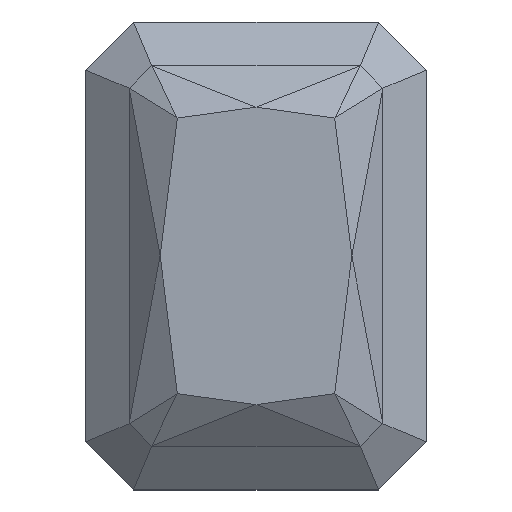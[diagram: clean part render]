
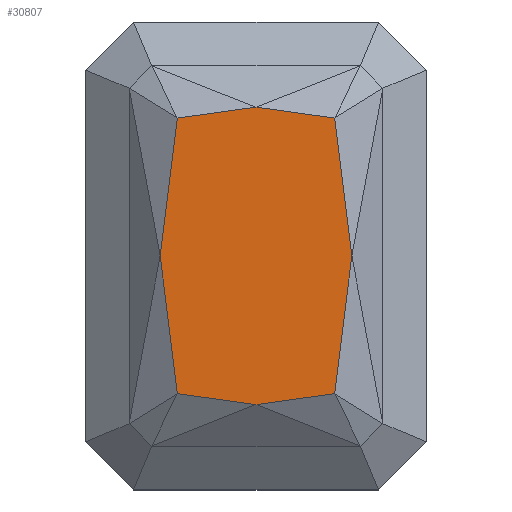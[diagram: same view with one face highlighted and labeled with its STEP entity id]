
A CAD part, top view. The second image highlights one B-rep face of the part: STEP entity #30807.
In plain terms, the highlighted free-form (B-spline) face has degree [1, 1] with [2, 2] control points.
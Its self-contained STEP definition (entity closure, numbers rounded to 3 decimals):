
#30392 = VERTEX_POINT('',#30393);
#30393 = CARTESIAN_POINT('',(0.,-8.968,
    4.115));
#30411 = EDGE_CURVE('',#30392,#30412,#30414,.T.);
#30412 = VERTEX_POINT('',#30413);
#30413 = CARTESIAN_POINT('',(-4.748,-8.309,
    4.115));
#30414 = B_SPLINE_CURVE_WITH_KNOTS('',1,(#30415,#30416),.UNSPECIFIED.,
  .F.,.F.,(2,2),(0.,3.635),.PIECEWISE_BEZIER_KNOTS.);
#30415 = CARTESIAN_POINT('',(0.,-8.968,
    4.115));
#30416 = CARTESIAN_POINT('',(-4.748,-8.309,
    4.115));
#30433 = VERTEX_POINT('',#30434);
#30434 = CARTESIAN_POINT('',(4.748,-8.309,4.115
    ));
#30439 = EDGE_CURVE('',#30433,#30392,#30440,.T.);
#30440 = B_SPLINE_CURVE_WITH_KNOTS('',1,(#30441,#30442),.UNSPECIFIED.,
  .F.,.F.,(2,2),(0.,3.635),.PIECEWISE_BEZIER_KNOTS.);
#30441 = CARTESIAN_POINT('',(4.748,-8.309,4.115
    ));
#30442 = CARTESIAN_POINT('',(0.,-8.968,
    4.115));
#30496 = VERTEX_POINT('',#30497);
#30497 = CARTESIAN_POINT('',(5.782,0.,
    4.115));
#30502 = EDGE_CURVE('',#30496,#30433,#30503,.T.);
#30503 = B_SPLINE_CURVE_WITH_KNOTS('',1,(#30504,#30505),.UNSPECIFIED.,
  .F.,.F.,(2,2),(0.,6.349),
  .PIECEWISE_BEZIER_KNOTS.);
#30504 = CARTESIAN_POINT('',(5.782,0.,
    4.115));
#30505 = CARTESIAN_POINT('',(4.748,-8.309,4.115
    ));
#30538 = VERTEX_POINT('',#30539);
#30539 = CARTESIAN_POINT('',(4.748,8.309,4.115)
  );
#30544 = EDGE_CURVE('',#30496,#30538,#30545,.T.);
#30545 = B_SPLINE_CURVE_WITH_KNOTS('',1,(#30546,#30547),.UNSPECIFIED.,
  .F.,.F.,(2,2),(0.,6.349),
  .PIECEWISE_BEZIER_KNOTS.);
#30546 = CARTESIAN_POINT('',(5.782,0.,
    4.115));
#30547 = CARTESIAN_POINT('',(4.748,8.309,4.115)
  );
#30580 = VERTEX_POINT('',#30581);
#30581 = CARTESIAN_POINT('',(0.,8.968,
    4.115));
#30586 = EDGE_CURVE('',#30580,#30538,#30587,.T.);
#30587 = B_SPLINE_CURVE_WITH_KNOTS('',1,(#30588,#30589),.UNSPECIFIED.,
  .F.,.F.,(2,2),(0.,3.635),
  .PIECEWISE_BEZIER_KNOTS.);
#30588 = CARTESIAN_POINT('',(0.,8.968,
    4.115));
#30589 = CARTESIAN_POINT('',(4.748,8.309,4.115)
  );
#30740 = VERTEX_POINT('',#30741);
#30741 = CARTESIAN_POINT('',(-4.748,8.309,4.115
    ));
#30761 = VERTEX_POINT('',#30762);
#30762 = CARTESIAN_POINT('',(-5.782,0.,4.115));
#30782 = EDGE_CURVE('',#30412,#30761,#30783,.T.);
#30783 = B_SPLINE_CURVE_WITH_KNOTS('',1,(#30784,#30785),.UNSPECIFIED.,
  .F.,.F.,(2,2),(0.,6.349),.PIECEWISE_BEZIER_KNOTS.);
#30784 = CARTESIAN_POINT('',(-4.748,-8.309,
    4.115));
#30785 = CARTESIAN_POINT('',(-5.782,0.,
    4.115));
#30798 = EDGE_CURVE('',#30580,#30740,#30799,.T.);
#30799 = B_SPLINE_CURVE_WITH_KNOTS('',1,(#30800,#30801),.UNSPECIFIED.,
  .F.,.F.,(2,2),(0.,3.635),
  .PIECEWISE_BEZIER_KNOTS.);
#30800 = CARTESIAN_POINT('',(0.,8.968,
    4.115));
#30801 = CARTESIAN_POINT('',(-4.748,8.309,4.115
    ));
#30807 = ADVANCED_FACE('',(#30808),#30822,.F.);
#30808 = FACE_BOUND('',#30809,.T.);
#30809 = EDGE_LOOP('',(#30810,#30811,#30812,#30817,#30818,#30819,#30820,
    #30821));
#30810 = ORIENTED_EDGE('',*,*,#30586,.F.);
#30811 = ORIENTED_EDGE('',*,*,#30798,.T.);
#30812 = ORIENTED_EDGE('',*,*,#30813,.F.);
#30813 = EDGE_CURVE('',#30761,#30740,#30814,.T.);
#30814 = B_SPLINE_CURVE_WITH_KNOTS('',1,(#30815,#30816),.UNSPECIFIED.,
  .F.,.F.,(2,2),(0.,6.349),
  .PIECEWISE_BEZIER_KNOTS.);
#30815 = CARTESIAN_POINT('',(-5.782,0.,
    4.115));
#30816 = CARTESIAN_POINT('',(-4.748,8.309,4.115
    ));
#30817 = ORIENTED_EDGE('',*,*,#30782,.F.);
#30818 = ORIENTED_EDGE('',*,*,#30411,.F.);
#30819 = ORIENTED_EDGE('',*,*,#30439,.F.);
#30820 = ORIENTED_EDGE('',*,*,#30502,.F.);
#30821 = ORIENTED_EDGE('',*,*,#30544,.T.);
#30822 = B_SPLINE_SURFACE_WITH_KNOTS('',1,1,(
    (#30823,#30824)
    ,(#30825,#30826
    )),.UNSPECIFIED.,.F.,.F.,.F.,(2,2),(2,2),(-4.384,
    4.384),(-6.8,6.8),.PIECEWISE_BEZIER_KNOTS.);
#30823 = CARTESIAN_POINT('',(5.782,-8.968,
    4.115));
#30824 = CARTESIAN_POINT('',(5.782,8.968,
    4.115));
#30825 = CARTESIAN_POINT('',(-5.782,-8.968,
    4.115));
#30826 = CARTESIAN_POINT('',(-5.782,8.968,
    4.115));
